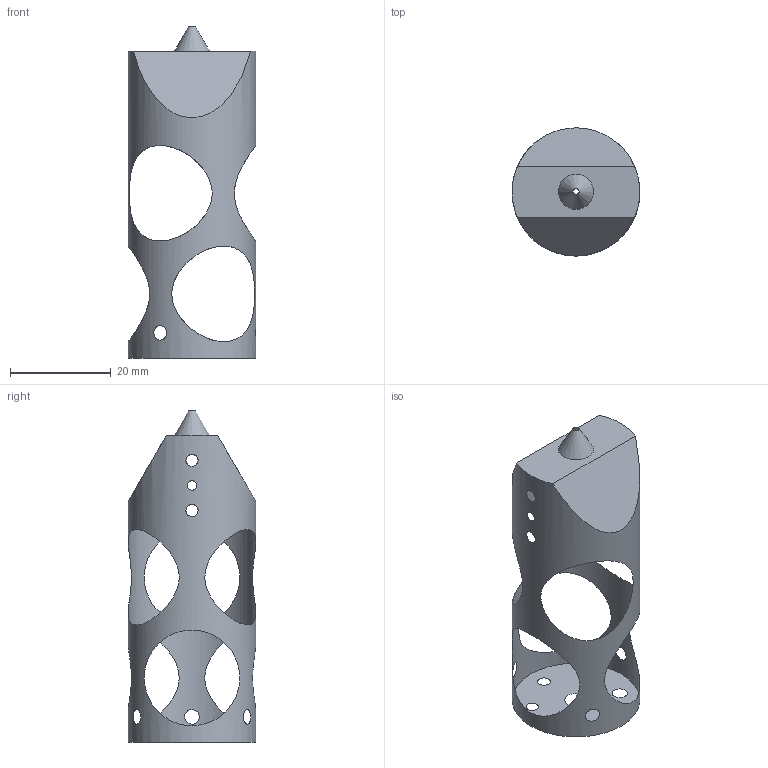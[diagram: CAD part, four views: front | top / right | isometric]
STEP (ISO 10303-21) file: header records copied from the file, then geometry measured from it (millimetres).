
FILE_DESCRIPTION(/* description */ (''),/* implementation_level */ '2;1');
FILE_NAME(/* name */ 'Chube Integration Cad.step',/* time_stamp */ '2024-03-21T11:09:52-05:00',/* author */ (''),/* organization */ (''),/* preprocessor_version */ 'ST-DEVELOPER v20',/* originating_system */ 'Autodesk Translation Framework v12.20.1.177',/* authorisation */ '');
FILE_SCHEMA (('AUTOMOTIVE_DESIGN { 1 0 10303 214 3 1 1 }'));
Length unit declared in the file: millimetre
Products named in the file (1): chubeintegrationcad
Bounding box: 25.4 x 25.4 x 66 mm (x, y, z)
Surface area: 3711 mm2 (no closed solid volume)
Topology: 0 solids, 1 shells, 6 faces, 73 edges, 65 vertices
Faces by surface type: plane 4, cone 1, cylinder 1
Full cylindrical faces by diameter (mm): 25.4 x1
Entity records: 4161 total; most frequent: CARTESIAN_POINT 3664, ORIENTED_EDGE 88, EDGE_CURVE 73, VERTEX_POINT 65, DIRECTION 58, B_SPLINE_CURVE_WITH_KNOTS 44, EDGE_LOOP 25, AXIS2_PLACEMENT_3D 22
